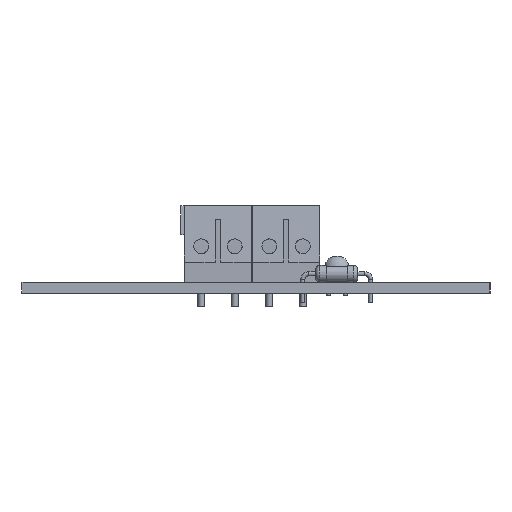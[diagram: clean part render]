
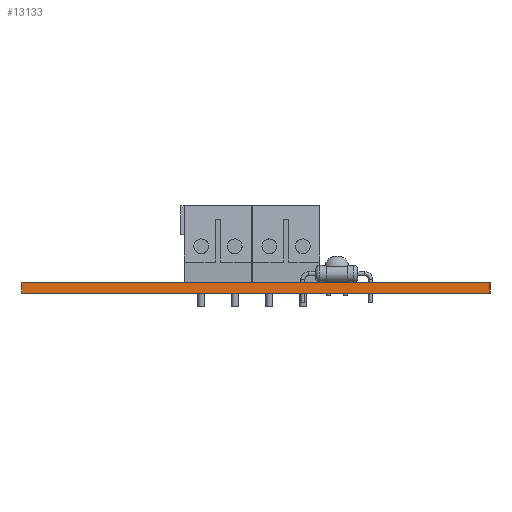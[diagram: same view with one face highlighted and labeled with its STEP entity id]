
A CAD part, left-side view. The second image highlights one B-rep face of the part: STEP entity #13133.
In plain terms, the highlighted planar face has unit normal (-1, 0, 0).
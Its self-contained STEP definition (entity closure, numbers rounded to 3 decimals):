
#13133 = ADVANCED_FACE('',(#13134),#13148,.F.);
#13134 = FACE_BOUND('',#13135,.F.);
#13135 = EDGE_LOOP('',(#13136,#13171,#13199,#13227));
#13136 = ORIENTED_EDGE('',*,*,#13137,.T.);
#13137 = EDGE_CURVE('',#13138,#13140,#13142,.T.);
#13138 = VERTEX_POINT('',#13139);
#13139 = CARTESIAN_POINT('',(68.58,-60.96,0.));
#13140 = VERTEX_POINT('',#13141);
#13141 = CARTESIAN_POINT('',(68.58,-60.96,1.6));
#13142 = SURFACE_CURVE('',#13143,(#13147,#13159),.PCURVE_S1.);
#13143 = LINE('',#13144,#13145);
#13144 = CARTESIAN_POINT('',(68.58,-60.96,0.));
#13145 = VECTOR('',#13146,1.);
#13146 = DIRECTION('',(0.,0.,1.));
#13147 = PCURVE('',#13148,#13153);
#13148 = PLANE('',#13149);
#13149 = AXIS2_PLACEMENT_3D('',#13150,#13151,#13152);
#13150 = CARTESIAN_POINT('',(68.58,-60.96,0.));
#13151 = DIRECTION('',(1.,0.,-0.));
#13152 = DIRECTION('',(0.,-1.,0.));
#13153 = DEFINITIONAL_REPRESENTATION('',(#13154),#13158);
#13154 = LINE('',#13155,#13156);
#13155 = CARTESIAN_POINT('',(0.,0.));
#13156 = VECTOR('',#13157,1.);
#13157 = DIRECTION('',(0.,-1.));
#13158 = ( GEOMETRIC_REPRESENTATION_CONTEXT(2) 
PARAMETRIC_REPRESENTATION_CONTEXT() REPRESENTATION_CONTEXT('2D SPACE',''
  ) );
#13159 = PCURVE('',#13160,#13165);
#13160 = PLANE('',#13161);
#13161 = AXIS2_PLACEMENT_3D('',#13162,#13163,#13164);
#13162 = CARTESIAN_POINT('',(199.39,-60.96,0.));
#13163 = DIRECTION('',(0.,-1.,0.));
#13164 = DIRECTION('',(-1.,0.,0.));
#13165 = DEFINITIONAL_REPRESENTATION('',(#13166),#13170);
#13166 = LINE('',#13167,#13168);
#13167 = CARTESIAN_POINT('',(130.81,0.));
#13168 = VECTOR('',#13169,1.);
#13169 = DIRECTION('',(0.,-1.));
#13170 = ( GEOMETRIC_REPRESENTATION_CONTEXT(2) 
PARAMETRIC_REPRESENTATION_CONTEXT() REPRESENTATION_CONTEXT('2D SPACE',''
  ) );
#13171 = ORIENTED_EDGE('',*,*,#13172,.T.);
#13172 = EDGE_CURVE('',#13140,#13173,#13175,.T.);
#13173 = VERTEX_POINT('',#13174);
#13174 = CARTESIAN_POINT('',(68.58,-130.81,1.6));
#13175 = SURFACE_CURVE('',#13176,(#13180,#13187),.PCURVE_S1.);
#13176 = LINE('',#13177,#13178);
#13177 = CARTESIAN_POINT('',(68.58,-60.96,1.6));
#13178 = VECTOR('',#13179,1.);
#13179 = DIRECTION('',(0.,-1.,0.));
#13180 = PCURVE('',#13148,#13181);
#13181 = DEFINITIONAL_REPRESENTATION('',(#13182),#13186);
#13182 = LINE('',#13183,#13184);
#13183 = CARTESIAN_POINT('',(0.,-1.6));
#13184 = VECTOR('',#13185,1.);
#13185 = DIRECTION('',(1.,0.));
#13186 = ( GEOMETRIC_REPRESENTATION_CONTEXT(2) 
PARAMETRIC_REPRESENTATION_CONTEXT() REPRESENTATION_CONTEXT('2D SPACE',''
  ) );
#13187 = PCURVE('',#13188,#13193);
#13188 = PLANE('',#13189);
#13189 = AXIS2_PLACEMENT_3D('',#13190,#13191,#13192);
#13190 = CARTESIAN_POINT('',(133.985,-95.885,1.6));
#13191 = DIRECTION('',(0.,0.,1.));
#13192 = DIRECTION('',(1.,0.,-0.));
#13193 = DEFINITIONAL_REPRESENTATION('',(#13194),#13198);
#13194 = LINE('',#13195,#13196);
#13195 = CARTESIAN_POINT('',(-65.405,34.925));
#13196 = VECTOR('',#13197,1.);
#13197 = DIRECTION('',(0.,-1.));
#13198 = ( GEOMETRIC_REPRESENTATION_CONTEXT(2) 
PARAMETRIC_REPRESENTATION_CONTEXT() REPRESENTATION_CONTEXT('2D SPACE',''
  ) );
#13199 = ORIENTED_EDGE('',*,*,#13200,.F.);
#13200 = EDGE_CURVE('',#13201,#13173,#13203,.T.);
#13201 = VERTEX_POINT('',#13202);
#13202 = CARTESIAN_POINT('',(68.58,-130.81,0.));
#13203 = SURFACE_CURVE('',#13204,(#13208,#13215),.PCURVE_S1.);
#13204 = LINE('',#13205,#13206);
#13205 = CARTESIAN_POINT('',(68.58,-130.81,0.));
#13206 = VECTOR('',#13207,1.);
#13207 = DIRECTION('',(0.,0.,1.));
#13208 = PCURVE('',#13148,#13209);
#13209 = DEFINITIONAL_REPRESENTATION('',(#13210),#13214);
#13210 = LINE('',#13211,#13212);
#13211 = CARTESIAN_POINT('',(69.85,0.));
#13212 = VECTOR('',#13213,1.);
#13213 = DIRECTION('',(0.,-1.));
#13214 = ( GEOMETRIC_REPRESENTATION_CONTEXT(2) 
PARAMETRIC_REPRESENTATION_CONTEXT() REPRESENTATION_CONTEXT('2D SPACE',''
  ) );
#13215 = PCURVE('',#13216,#13221);
#13216 = PLANE('',#13217);
#13217 = AXIS2_PLACEMENT_3D('',#13218,#13219,#13220);
#13218 = CARTESIAN_POINT('',(68.58,-130.81,0.));
#13219 = DIRECTION('',(0.,1.,0.));
#13220 = DIRECTION('',(1.,0.,0.));
#13221 = DEFINITIONAL_REPRESENTATION('',(#13222),#13226);
#13222 = LINE('',#13223,#13224);
#13223 = CARTESIAN_POINT('',(0.,0.));
#13224 = VECTOR('',#13225,1.);
#13225 = DIRECTION('',(0.,-1.));
#13226 = ( GEOMETRIC_REPRESENTATION_CONTEXT(2) 
PARAMETRIC_REPRESENTATION_CONTEXT() REPRESENTATION_CONTEXT('2D SPACE',''
  ) );
#13227 = ORIENTED_EDGE('',*,*,#13228,.F.);
#13228 = EDGE_CURVE('',#13138,#13201,#13229,.T.);
#13229 = SURFACE_CURVE('',#13230,(#13234,#13241),.PCURVE_S1.);
#13230 = LINE('',#13231,#13232);
#13231 = CARTESIAN_POINT('',(68.58,-60.96,0.));
#13232 = VECTOR('',#13233,1.);
#13233 = DIRECTION('',(0.,-1.,0.));
#13234 = PCURVE('',#13148,#13235);
#13235 = DEFINITIONAL_REPRESENTATION('',(#13236),#13240);
#13236 = LINE('',#13237,#13238);
#13237 = CARTESIAN_POINT('',(0.,0.));
#13238 = VECTOR('',#13239,1.);
#13239 = DIRECTION('',(1.,0.));
#13240 = ( GEOMETRIC_REPRESENTATION_CONTEXT(2) 
PARAMETRIC_REPRESENTATION_CONTEXT() REPRESENTATION_CONTEXT('2D SPACE',''
  ) );
#13241 = PCURVE('',#13242,#13247);
#13242 = PLANE('',#13243);
#13243 = AXIS2_PLACEMENT_3D('',#13244,#13245,#13246);
#13244 = CARTESIAN_POINT('',(133.985,-95.885,0.));
#13245 = DIRECTION('',(0.,0.,1.));
#13246 = DIRECTION('',(1.,0.,-0.));
#13247 = DEFINITIONAL_REPRESENTATION('',(#13248),#13252);
#13248 = LINE('',#13249,#13250);
#13249 = CARTESIAN_POINT('',(-65.405,34.925));
#13250 = VECTOR('',#13251,1.);
#13251 = DIRECTION('',(0.,-1.));
#13252 = ( GEOMETRIC_REPRESENTATION_CONTEXT(2) 
PARAMETRIC_REPRESENTATION_CONTEXT() REPRESENTATION_CONTEXT('2D SPACE',''
  ) );
